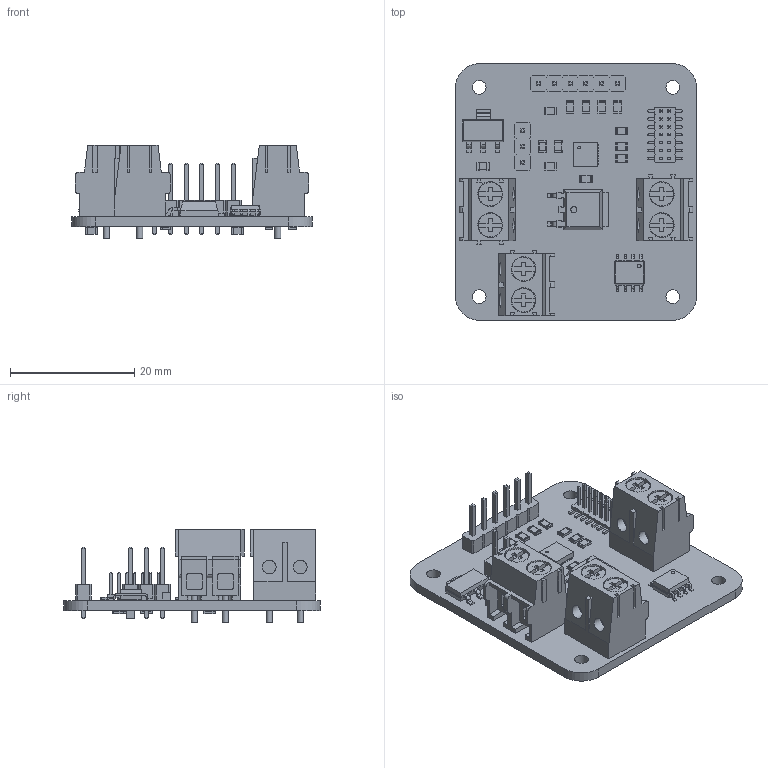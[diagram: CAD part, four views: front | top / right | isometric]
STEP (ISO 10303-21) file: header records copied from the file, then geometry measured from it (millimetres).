
FILE_DESCRIPTION(('KiCad electronic assembly'),'2;1');
FILE_NAME('DiLight_1.1.step','2022-08-25T17:50:24',('Pcbnew'),('Kicad'), 'Open CASCADE STEP processor 7.6','KiCad to STEP converter','Unknown' );
FILE_SCHEMA(('AUTOMOTIVE_DESIGN { 1 0 10303 214 1 1 1 1 }'));
Length unit declared in the file: millimetre
Products named in the file (22): DiLight_1.1 1; C_0805_2012Metric; SOLID; R_0805_2012Metric; SOT-223; PinHeader_1x06_P2.54mm_Vertical; PinHeader_1x03_P2.54mm_Vertical; TO-252-2; TerminalBlock_Phoenix_PT-1,5-2-5.0-H_1x02_P5.00mm_Horizontal; QFN-28_4x4mm_P0.5mm; SOIC-8_3.9x4.9mm_P1.27mm; PinHeader_2x07_P1.27mm_Vertical_SMD; DiLight_1.1 PCB
Assembly tree (41 placements, depth 3):
  DiLight_1.1 1
    C_0805_2012Metric  x5
      SOLID
    R_0805_2012Metric  x15
      SOLID
    SOT-223
      SOLID
    PinHeader_1x06_P2.54mm_Vertical
      SOLID
    PinHeader_1x03_P2.54mm_Vertical
      SOLID
    TO-252-2
      SOLID
    TerminalBlock_Phoenix_PT-1,5-2-5.0-H_1x02_P5.00mm_Horizontal  x3
      SOLID
    QFN-28_4x4mm_P0.5mm
      SOLID
    SOIC-8_3.9x4.9mm_P1.27mm
      SOLID
    PinHeader_2x07_P1.27mm_Vertical_SMD
      SOLID
    DiLight_1.1 PCB
Bounding box: 38.73 x 41.27 x 15 mm (x, y, z)
Volume: 4895.3 mm3; surface area: 7877.8 mm2
Topology: 31 solids, 31 shells, 1963 faces, 5131 edges, 3302 vertices
Faces by surface type: bspline 1934, cylinder 23, plane 6
Full cylindrical faces by diameter (mm): 1 x9, 1.3 x6, 2.2 x4
Entity records: 79387 total; most frequent: CARTESIAN_POINT 28090, B_SPLINE_CURVE_WITH_KNOTS 8866, ORIENTED_EDGE 6414, PCURVE 6414, DEFINITIONAL_REPRESENTATION 6414, EDGE_CURVE 3207, SURFACE_CURVE 3177, VERTEX_POINT 2042
